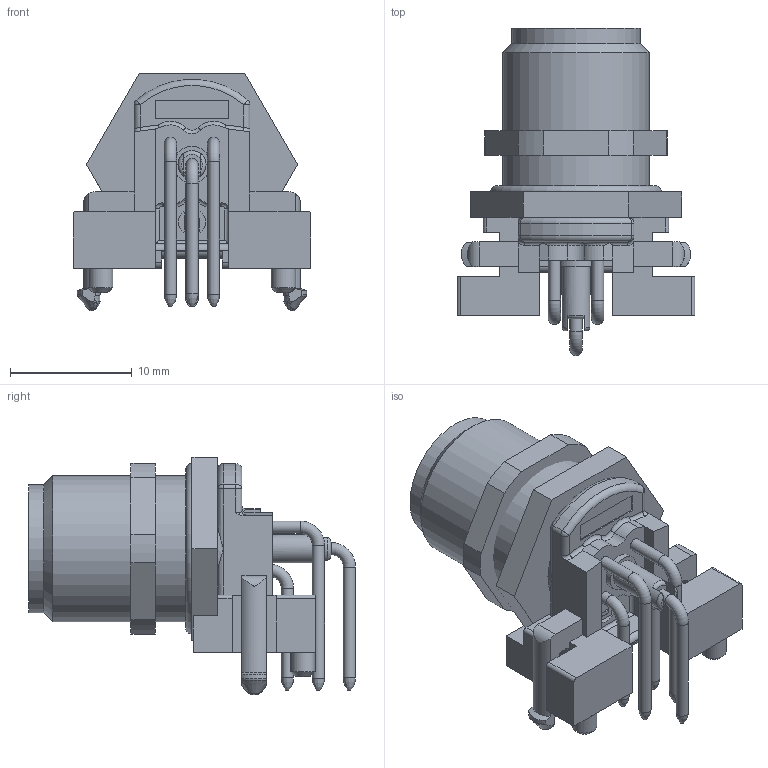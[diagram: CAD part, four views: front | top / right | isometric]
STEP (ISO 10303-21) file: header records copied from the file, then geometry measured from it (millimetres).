
FILE_DESCRIPTION(/* description */ (''),/* implementation_level */ '2;1');
FILE_NAME(/* name */ '99-3441-601-05_bg',/* time_stamp */ '2007-12-18T12:44:15+01:00',/* author */ (''),/* organization */ (''),/* preprocessor_version */ 'ST-DEVELOPER v9',/* originating_system */ 'UGS - NX 4.0',/* authorisation */ '');
FILE_SCHEMA (('CONFIG_CONTROL_DESIGN'));
Length unit declared in the file: millimetre
Products named in the file (1): kborDF1B8n0k
Bounding box: 19.5 x 26.81 x 19.47 mm (x, y, z)
Volume: 2429.9 mm3; surface area: 3100.9 mm2
Topology: 3 solids, 3 shells, 370 faces, 992 edges, 643 vertices
Faces by surface type: plane 181, cylinder 115, torus 32, bspline 22, cone 16, sphere 4
Full cylindrical faces by diameter (mm): 1 x16, 2 x2, 2.25 x1, 2.3 x1, 3 x1, 8.3 x1, 10.5 x1, 10.917 x1, 12 x1, 14.5 x1
Entity records: 12788 total; most frequent: CARTESIAN_POINT 3781, ORIENTED_EDGE 1860, DIRECTION 1801, EDGE_CURVE 930, AXIS2_PLACEMENT_3D 635, VERTEX_POINT 628, LINE 531, VECTOR 531
